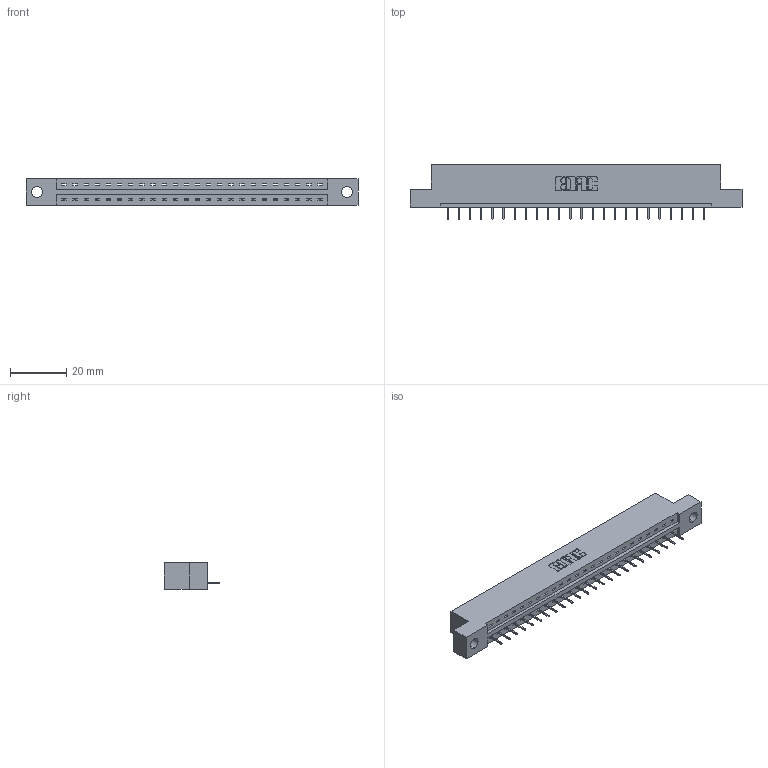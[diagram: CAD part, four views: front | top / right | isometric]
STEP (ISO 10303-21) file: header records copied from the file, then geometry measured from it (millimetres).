
FILE_DESCRIPTION (( 'STEP AP203' ), '1' );
FILE_NAME ('387-024-524-104.STEP', '2019-10-03T10:37:37', ( '' ), ( '' ), 'SwSTEP 2.0', 'SolidWorks 2016', '' );
FILE_SCHEMA (( 'CONFIG_CONTROL_DESIGN' ));
Length unit declared in the file: inch
Products named in the file (3): 345-292-001_345-293-124; 337 Part_Flush Mounting Lugs - 0.156 Dia-TH; 387-024-524-104
Assembly tree (25 placements, depth 2):
  387-024-524-104
    337 Part_Flush Mounting Lugs - 0.156 Dia-TH
    345-292-001_345-293-124  x24
Bounding box: 118.11 x 19.69 x 9.4 mm (x, y, z)
Volume: 11867.6 mm3; surface area: 11625.4 mm2
Topology: 25 solids, 25 shells, 1698 faces, 4919 edges, 3182 vertices
Faces by surface type: plane 1318, cylinder 380
Entity records: 20245 total; most frequent: CARTESIAN_POINT 3530, ORIENTED_EDGE 3490, DIRECTION 3009, EDGE_CURVE 1745, VECTOR 1621, LINE 1621, VERTEX_POINT 1158, AXIS2_PLACEMENT_3D 694
